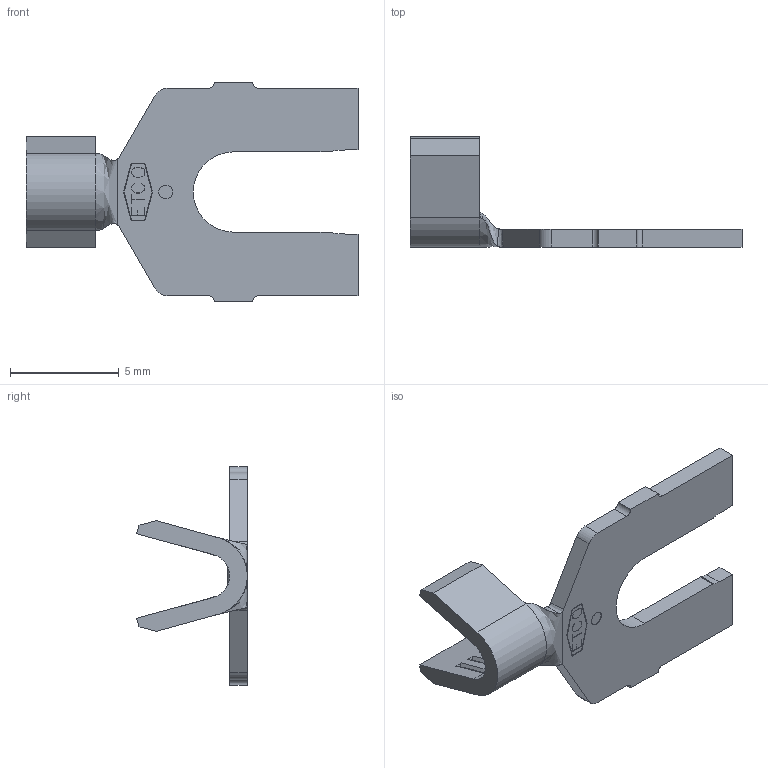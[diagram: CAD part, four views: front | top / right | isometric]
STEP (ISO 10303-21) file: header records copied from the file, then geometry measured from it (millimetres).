
FILE_DESCRIPTION (( 'STEP AP203' ), '1' );
FILE_NAME ('04329.STEP', '2015-03-30T14:41:50', ( '' ), ( '' ), 'SwSTEP 2.0', 'SolidWorks 2014', '' );
FILE_SCHEMA (( 'CONFIG_CONTROL_DESIGN' ));
Length unit declared in the file: inch
Products named in the file (1): 04329
Bounding box: 15.24 x 5.08 x 10.03 mm (x, y, z)
Volume: 89 mm3; surface area: 285.7 mm2
Topology: 1 solids, 1 shells, 202 faces, 550 edges, 358 vertices
Faces by surface type: plane 167, cylinder 21, bspline 8, cone 6
Entity records: 6546 total; most frequent: CARTESIAN_POINT 1414, ORIENTED_EDGE 1100, DIRECTION 955, EDGE_CURVE 550, LINE 481, VECTOR 481, VERTEX_POINT 358, AXIS2_PLACEMENT_3D 237
